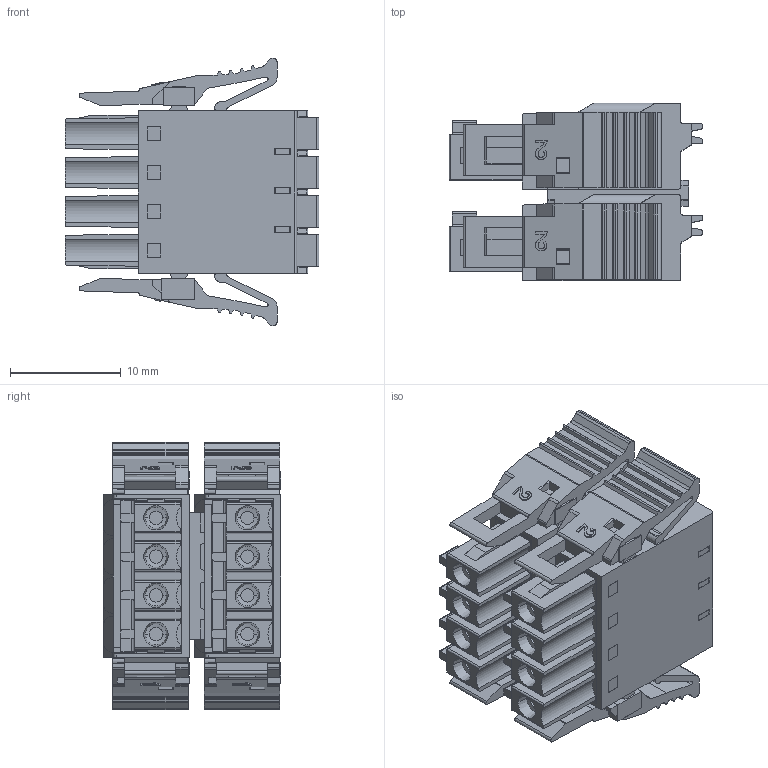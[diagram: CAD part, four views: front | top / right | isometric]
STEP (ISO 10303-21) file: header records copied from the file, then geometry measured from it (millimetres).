
FILE_DESCRIPTION((''),'2;1');
FILE_NAME('TLPSDL-007-08P-X','2024-09-25T',('sheji'),(''),'PRO/ENGINEER BY PARAMETRIC TECHNOLOGY CORPORATION, 2015240','PRO/ENGINEER BY PARAMETRIC TECHNOLOGY CORPORATION, 2015240','');
FILE_SCHEMA(('CONFIG_CONTROL_DESIGN'));
Length unit declared in the file: millimetre
Products named in the file (1): TLPSDL-007-08P-X
Bounding box: 22.9 x 16 x 24.1 mm (x, y, z)
Volume: 4229.8 mm3; surface area: 4622 mm2
Topology: 1 solids, 5 shells, 1404 faces, 3913 edges, 2562 vertices
Faces by surface type: plane 912, cylinder 372, cone 64, extrusion 40, torus 16
Entity records: 45706 total; most frequent: CARTESIAN_POINT 9255, ORIENTED_EDGE 7826, DIRECTION 7272, EDGE_CURVE 3913, VECTOR 2954, LINE 2914, VERTEX_POINT 2562, AXIS2_PLACEMENT_3D 2159
